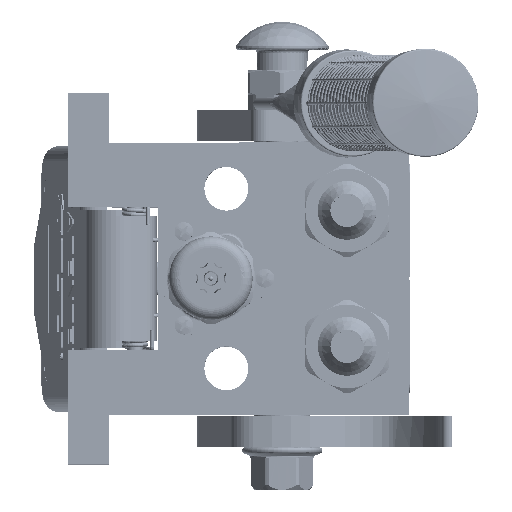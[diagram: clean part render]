
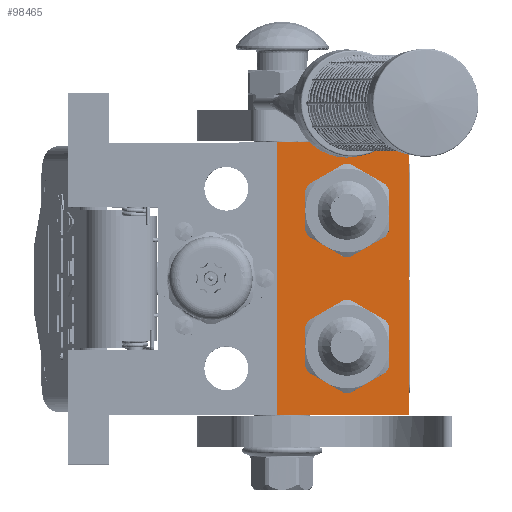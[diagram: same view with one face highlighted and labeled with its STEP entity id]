
A CAD part, top view. The second image highlights one B-rep face of the part: STEP entity #98465.
In plain terms, the highlighted face is planar.
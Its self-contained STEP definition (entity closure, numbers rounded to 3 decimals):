
#2636 = EDGE_LOOP ( 'NONE', ( #177002, #156652 ) ) ;
#11312 = FACE_BOUND ( 'NONE', #29440, .T. ) ;
#11314 = ORIENTED_EDGE ( 'NONE', *, *, #145565, .F. ) ;
#12340 = VECTOR ( 'NONE', #87524, 1000. ) ;
#14441 = DIRECTION ( 'NONE',  ( 0., 0., 1. ) ) ;
#16782 = VERTEX_POINT ( 'NONE', #19915 ) ;
#18091 = EDGE_CURVE ( 'NONE', #62698, #136735, #65557, .T. ) ;
#19915 = CARTESIAN_POINT ( 'NONE',  ( -44., 8.9, -42.5 ) ) ;
#21002 = DIRECTION ( 'NONE',  ( 0., -1., 0. ) ) ;
#21266 = FACE_OUTER_BOUND ( 'NONE', #204136, .T. ) ;
#29440 = EDGE_LOOP ( 'NONE', ( #143443, #178086 ) ) ;
#31685 = AXIS2_PLACEMENT_3D ( 'NONE', #140711, #173027, #46567 ) ;
#37331 = CARTESIAN_POINT ( 'NONE',  ( -44., 8.9, 0. ) ) ;
#37568 = CARTESIAN_POINT ( 'NONE',  ( -22., 8.9, -20. ) ) ;
#46567 = DIRECTION ( 'NONE',  ( 0., 0., 1. ) ) ;
#48607 = AXIS2_PLACEMENT_3D ( 'NONE', #172643, #94621, #93922 ) ;
#49559 = CARTESIAN_POINT ( 'NONE',  ( 44., 8.9, 0. ) ) ;
#51148 = CARTESIAN_POINT ( 'NONE',  ( 22., 8.9, -32.15 ) ) ;
#55605 = VECTOR ( 'NONE', #140983, 1000. ) ;
#55765 = CARTESIAN_POINT ( 'NONE',  ( 44., 8.9, -42.5 ) ) ;
#57765 = EDGE_CURVE ( 'NONE', #59081, #158692, #151750, .T. ) ;
#59081 = VERTEX_POINT ( 'NONE', #67198 ) ;
#62698 = VERTEX_POINT ( 'NONE', #152360 ) ;
#65557 = CIRCLE ( 'NONE', #31685, 12.15 ) ;
#67198 = CARTESIAN_POINT ( 'NONE',  ( -22., 8.9, -7.85 ) ) ;
#69866 = DIRECTION ( 'NONE',  ( 0., -1., 0. ) ) ;
#71315 = EDGE_CURVE ( 'NONE', #113503, #89690, #167826, .T. ) ;
#76425 = PLANE ( 'NONE',  #48607 ) ;
#77065 = CARTESIAN_POINT ( 'NONE',  ( -44., 8.9, 0. ) ) ;
#79579 = DIRECTION ( 'NONE',  ( 0., -1., 0. ) ) ;
#83434 = ORIENTED_EDGE ( 'NONE', *, *, #127215, .T. ) ;
#83825 = EDGE_CURVE ( 'NONE', #136735, #62698, #102935, .T. ) ;
#86120 = CARTESIAN_POINT ( 'NONE',  ( -44., 8.9, 0. ) ) ;
#87524 = DIRECTION ( 'NONE',  ( 0., 0., -1. ) ) ;
#89101 = FACE_BOUND ( 'NONE', #2636, .T. ) ;
#89690 = VERTEX_POINT ( 'NONE', #55765 ) ;
#93475 = ORIENTED_EDGE ( 'NONE', *, *, #71315, .F. ) ;
#93841 = AXIS2_PLACEMENT_3D ( 'NONE', #37568, #69866, #151229 ) ;
#93922 = DIRECTION ( 'NONE',  ( 1., 0., 0. ) ) ;
#94621 = DIRECTION ( 'NONE',  ( 0., -1., 0. ) ) ;
#98465 = ADVANCED_FACE ( 'NONE', ( #89101, #11312, #21266 ), #76425, .T. ) ;
#102935 = CIRCLE ( 'NONE', #107390, 12.15 ) ;
#107088 = ORIENTED_EDGE ( 'NONE', *, *, #108412, .T. ) ;
#107390 = AXIS2_PLACEMENT_3D ( 'NONE', #117112, #21002, #114342 ) ;
#107679 = LINE ( 'NONE', #37331, #140315 ) ;
#108412 = EDGE_CURVE ( 'NONE', #166797, #16782, #205694, .T. ) ;
#113503 = VERTEX_POINT ( 'NONE', #150755 ) ;
#114110 = DIRECTION ( 'NONE',  ( 0., 0., -1. ) ) ;
#114342 = DIRECTION ( 'NONE',  ( 0., 0., -1. ) ) ;
#117112 = CARTESIAN_POINT ( 'NONE',  ( 22., 8.9, -20. ) ) ;
#117615 = EDGE_CURVE ( 'NONE', #158692, #59081, #168313, .T. ) ;
#127215 = EDGE_CURVE ( 'NONE', #16782, #89690, #153507, .T. ) ;
#132767 = DIRECTION ( 'NONE',  ( 1., 0., 0. ) ) ;
#136735 = VERTEX_POINT ( 'NONE', #51148 ) ;
#140315 = VECTOR ( 'NONE', #132767, 1000. ) ;
#140711 = CARTESIAN_POINT ( 'NONE',  ( 22., 8.9, -20. ) ) ;
#140983 = DIRECTION ( 'NONE',  ( 1., 0., 0. ) ) ;
#143443 = ORIENTED_EDGE ( 'NONE', *, *, #117615, .F. ) ;
#145565 = EDGE_CURVE ( 'NONE', #166797, #113503, #107679, .T. ) ;
#150755 = CARTESIAN_POINT ( 'NONE',  ( 44., 8.9, 0. ) ) ;
#151229 = DIRECTION ( 'NONE',  ( 0., 0., -1. ) ) ;
#151750 = CIRCLE ( 'NONE', #190652, 12.15 ) ;
#152360 = CARTESIAN_POINT ( 'NONE',  ( 22., 8.9, -7.85 ) ) ;
#153507 = LINE ( 'NONE', #204963, #55605 ) ;
#156652 = ORIENTED_EDGE ( 'NONE', *, *, #18091, .F. ) ;
#158692 = VERTEX_POINT ( 'NONE', #183669 ) ;
#166797 = VERTEX_POINT ( 'NONE', #77065 ) ;
#167826 = LINE ( 'NONE', #49559, #172919 ) ;
#168313 = CIRCLE ( 'NONE', #93841, 12.15 ) ;
#172643 = CARTESIAN_POINT ( 'NONE',  ( 0., 8.9, 0. ) ) ;
#172919 = VECTOR ( 'NONE', #114110, 1000. ) ;
#173027 = DIRECTION ( 'NONE',  ( 0., -1., 0. ) ) ;
#177002 = ORIENTED_EDGE ( 'NONE', *, *, #83825, .F. ) ;
#178086 = ORIENTED_EDGE ( 'NONE', *, *, #57765, .F. ) ;
#183669 = CARTESIAN_POINT ( 'NONE',  ( -22., 8.9, -32.15 ) ) ;
#189913 = CARTESIAN_POINT ( 'NONE',  ( -22., 8.9, -20. ) ) ;
#190652 = AXIS2_PLACEMENT_3D ( 'NONE', #189913, #79579, #14441 ) ;
#204136 = EDGE_LOOP ( 'NONE', ( #107088, #83434, #93475, #11314 ) ) ;
#204963 = CARTESIAN_POINT ( 'NONE',  ( -44., 8.9, -42.5 ) ) ;
#205694 = LINE ( 'NONE', #86120, #12340 ) ;
